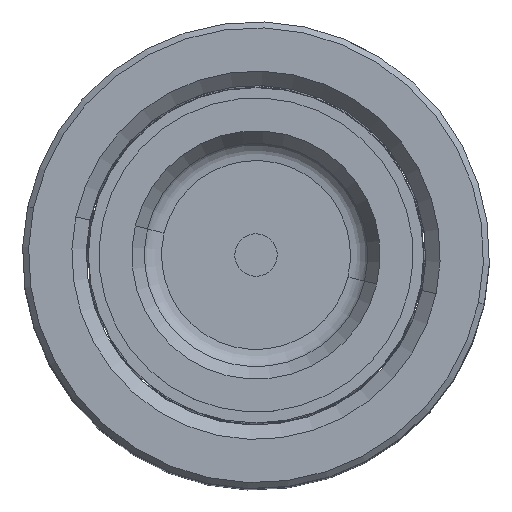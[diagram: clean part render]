
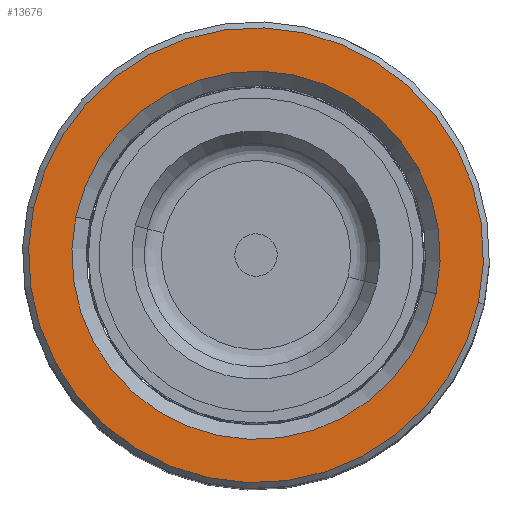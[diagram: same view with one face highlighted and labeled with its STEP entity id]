
A CAD part, top view. The second image highlights one B-rep face of the part: STEP entity #13676.
In plain terms, the highlighted planar face has unit normal (0, 0, 1).
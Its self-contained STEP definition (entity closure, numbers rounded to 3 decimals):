
#1007 = CARTESIAN_POINT ( 'NONE',  ( 26.8, 0., 100. ) ) ;
#1653 = DIRECTION ( 'NONE',  ( 1., 0., 0. ) ) ;
#1753 = CARTESIAN_POINT ( 'NONE',  ( 0., 0., 100. ) ) ;
#4216 = PLANE ( 'NONE',  #19921 ) ;
#6100 = VERTEX_POINT ( 'NONE', #32380 ) ;
#6589 = CIRCLE ( 'NONE', #29571, 26.8 ) ;
#8621 = DIRECTION ( 'NONE',  ( 1., 0., 0. ) ) ;
#9394 = DIRECTION ( 'NONE',  ( 0., 0., 1. ) ) ;
#9889 = ORIENTED_EDGE ( 'NONE', *, *, #37207, .T. ) ;
#12160 = CIRCLE ( 'NONE', #27594, 21.7 ) ;
#13676 = ADVANCED_FACE ( 'NONE', ( #27227, #48046 ), #4216, .T. ) ;
#13998 = AXIS2_PLACEMENT_3D ( 'NONE', #27912, #9394, #1653 ) ;
#15448 = DIRECTION ( 'NONE',  ( 1., 0., 0. ) ) ;
#16161 = ORIENTED_EDGE ( 'NONE', *, *, #32122, .T. ) ;
#16713 = CIRCLE ( 'NONE', #13998, 26.8 ) ;
#17382 = CARTESIAN_POINT ( 'NONE',  ( 21.7, 0., 100. ) ) ;
#17458 = EDGE_CURVE ( 'NONE', #46266, #6100, #6589, .T. ) ;
#19921 = AXIS2_PLACEMENT_3D ( 'NONE', #26649, #31098, #42330 ) ;
#21340 = DIRECTION ( 'NONE',  ( 0., 0., -1. ) ) ;
#23753 = ORIENTED_EDGE ( 'NONE', *, *, #33744, .T. ) ;
#26026 = AXIS2_PLACEMENT_3D ( 'NONE', #1753, #21340, #28496 ) ;
#26649 = CARTESIAN_POINT ( 'NONE',  ( 0., 0., 100. ) ) ;
#27227 = FACE_OUTER_BOUND ( 'NONE', #41584, .T. ) ;
#27594 = AXIS2_PLACEMENT_3D ( 'NONE', #34942, #39282, #8621 ) ;
#27912 = CARTESIAN_POINT ( 'NONE',  ( 0., 0., 100. ) ) ;
#28496 = DIRECTION ( 'NONE',  ( 1., 0., 0. ) ) ;
#29571 = AXIS2_PLACEMENT_3D ( 'NONE', #30704, #31018, #15448 ) ;
#30704 = CARTESIAN_POINT ( 'NONE',  ( 0., 0., 100. ) ) ;
#31018 = DIRECTION ( 'NONE',  ( 0., 0., 1. ) ) ;
#31098 = DIRECTION ( 'NONE',  ( 0., 0., 1. ) ) ;
#32122 = EDGE_CURVE ( 'NONE', #32559, #39404, #12160, .T. ) ;
#32380 = CARTESIAN_POINT ( 'NONE',  ( -26.8, 0., 100. ) ) ;
#32559 = VERTEX_POINT ( 'NONE', #33722 ) ;
#33722 = CARTESIAN_POINT ( 'NONE',  ( -21.7, 0., 100. ) ) ;
#33744 = EDGE_CURVE ( 'NONE', #39404, #32559, #37463, .T. ) ;
#34942 = CARTESIAN_POINT ( 'NONE',  ( 0., 0., 100. ) ) ;
#37207 = EDGE_CURVE ( 'NONE', #6100, #46266, #16713, .T. ) ;
#37463 = CIRCLE ( 'NONE', #26026, 21.7 ) ;
#39282 = DIRECTION ( 'NONE',  ( 0., 0., -1. ) ) ;
#39404 = VERTEX_POINT ( 'NONE', #17382 ) ;
#39941 = EDGE_LOOP ( 'NONE', ( #23753, #16161 ) ) ;
#41584 = EDGE_LOOP ( 'NONE', ( #9889, #42515 ) ) ;
#42330 = DIRECTION ( 'NONE',  ( 1., 0., 0. ) ) ;
#42515 = ORIENTED_EDGE ( 'NONE', *, *, #17458, .T. ) ;
#46266 = VERTEX_POINT ( 'NONE', #1007 ) ;
#48046 = FACE_BOUND ( 'NONE', #39941, .T. ) ;
